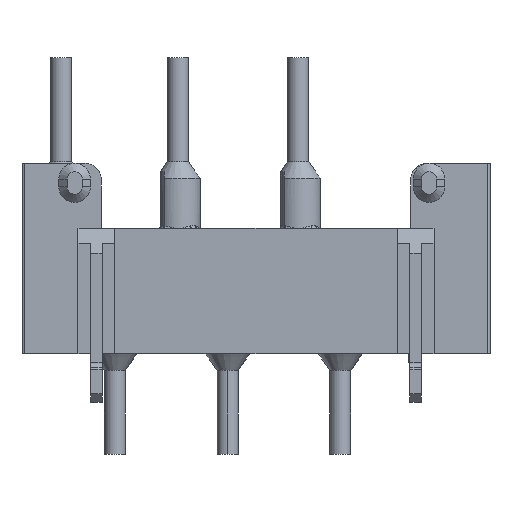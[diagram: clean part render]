
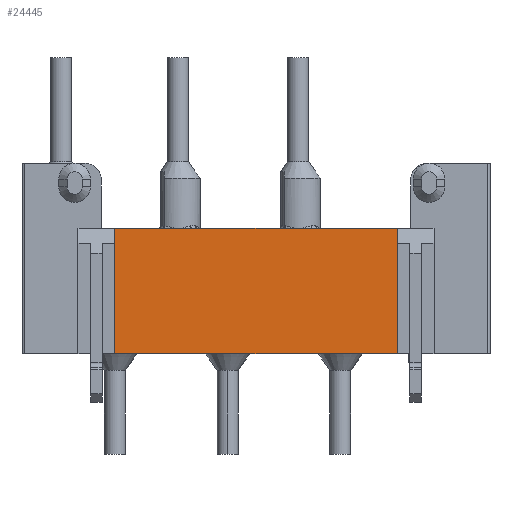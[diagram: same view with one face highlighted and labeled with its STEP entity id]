
A CAD part, front view. The second image highlights one B-rep face of the part: STEP entity #24445.
In plain terms, the highlighted planar face has unit normal (0, -1, 0).
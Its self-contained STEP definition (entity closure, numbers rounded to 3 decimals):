
#58=DIRECTION('',(1.,0.,0.));
#59=VECTOR('',#58,33.8);
#60=CARTESIAN_POINT('',(11.1,9.2,-23.));
#61=LINE('',#60,#59);
#597=DIRECTION('',(0.,0.,1.));
#598=VECTOR('',#597,15.);
#599=CARTESIAN_POINT('',(11.1,9.2,-23.));
#600=LINE('',#599,#598);
#601=DIRECTION('',(0.,0.,1.));
#602=VECTOR('',#601,15.);
#603=CARTESIAN_POINT('',(44.9,9.2,-23.));
#604=LINE('',#603,#602);
#7210=DIRECTION('',(1.,0.,0.));
#7211=VECTOR('',#7210,33.8);
#7212=CARTESIAN_POINT('',(11.1,9.2,-8.));
#7213=LINE('',#7212,#7211);
#21078=CARTESIAN_POINT('',(11.1,9.2,-23.));
#21079=CARTESIAN_POINT('',(11.1,9.2,-8.));
#21080=VERTEX_POINT('',#21078);
#21081=VERTEX_POINT('',#21079);
#21082=CARTESIAN_POINT('',(44.9,9.2,-23.));
#21083=CARTESIAN_POINT('',(44.9,9.2,-8.));
#21084=VERTEX_POINT('',#21082);
#21085=VERTEX_POINT('',#21083);
#24432=CARTESIAN_POINT('',(0.,9.2,-23.));
#24433=DIRECTION('',(0.,-1.,0.));
#24434=DIRECTION('',(1.,0.,0.));
#24435=AXIS2_PLACEMENT_3D('',#24432,#24433,#24434);
#24436=PLANE('',#24435);
#24437=ORIENTED_EDGE('',*,*,#23786,.F.);
#24439=ORIENTED_EDGE('',*,*,#24438,.T.);
#24441=ORIENTED_EDGE('',*,*,#24440,.T.);
#24442=ORIENTED_EDGE('',*,*,#24425,.F.);
#24443=EDGE_LOOP('',(#24437,#24439,#24441,#24442));
#24444=FACE_OUTER_BOUND('',#24443,.F.);
#24445=ADVANCED_FACE('',(#24444),#24436,.T.);
#23786=EDGE_CURVE('',#21080,#21084,#61,.T.);
#24425=EDGE_CURVE('',#21084,#21085,#604,.T.);
#24438=EDGE_CURVE('',#21080,#21081,#600,.T.);
#24440=EDGE_CURVE('',#21081,#21085,#7213,.T.);
